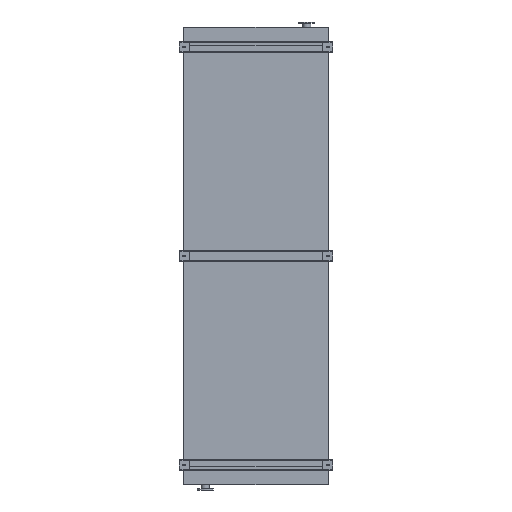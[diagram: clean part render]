
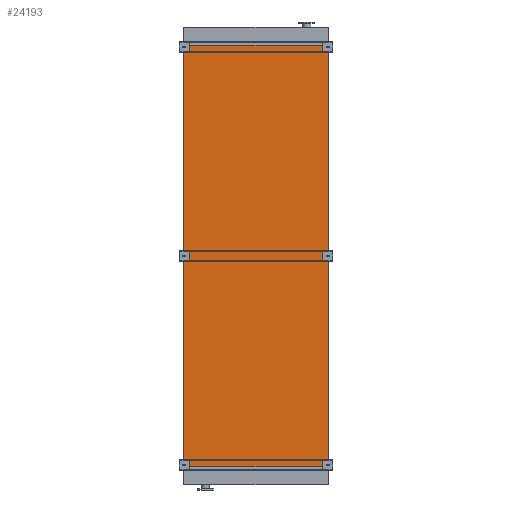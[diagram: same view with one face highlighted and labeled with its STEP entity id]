
A CAD part, front view. The second image highlights one B-rep face of the part: STEP entity #24193.
In plain terms, the highlighted planar face has unit normal (0, -1, 0).
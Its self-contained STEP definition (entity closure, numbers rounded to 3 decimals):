
#194 = DIRECTION ( 'NONE',  ( 0., 0., -1. ) ) ;
#493 = LINE ( 'NONE', #22536, #6201 ) ;
#723 = DIRECTION ( 'NONE',  ( 1., 0., 0. ) ) ;
#2958 = AXIS2_PLACEMENT_3D ( 'NONE', #29377, #14803, #194 ) ;
#3418 = ORIENTED_EDGE ( 'NONE', *, *, #15902, .F. ) ;
#5374 = ORIENTED_EDGE ( 'NONE', *, *, #28663, .T. ) ;
#5932 = DIRECTION ( 'NONE',  ( 0., 0., 1. ) ) ;
#6201 = VECTOR ( 'NONE', #723, 1000. ) ;
#6879 = EDGE_CURVE ( 'NONE', #15106, #29566, #19187, .T. ) ;
#7175 = ORIENTED_EDGE ( 'NONE', *, *, #10447, .F. ) ;
#8273 = CARTESIAN_POINT ( 'NONE',  ( -965., 0., -5650. ) ) ;
#8303 = CARTESIAN_POINT ( 'NONE',  ( -965., 0., 0. ) ) ;
#9828 = CARTESIAN_POINT ( 'NONE',  ( 965., 0., 0. ) ) ;
#10447 = EDGE_CURVE ( 'NONE', #11095, #29566, #12854, .T. ) ;
#11095 = VERTEX_POINT ( 'NONE', #22838 ) ;
#11437 = CARTESIAN_POINT ( 'NONE',  ( -965., 0., -5650. ) ) ;
#12350 = PLANE ( 'NONE',  #2958 ) ;
#12624 = LINE ( 'NONE', #11437, #19122 ) ;
#12697 = VECTOR ( 'NONE', #5932, 1000. ) ;
#12854 = LINE ( 'NONE', #8303, #19340 ) ;
#13845 = FACE_OUTER_BOUND ( 'NONE', #22095, .T. ) ;
#14803 = DIRECTION ( 'NONE',  ( 0., -1., 0. ) ) ;
#15106 = VERTEX_POINT ( 'NONE', #26515 ) ;
#15572 = DIRECTION ( 'NONE',  ( 1., 0., 0. ) ) ;
#15902 = EDGE_CURVE ( 'NONE', #21212, #11095, #12624, .T. ) ;
#19122 = VECTOR ( 'NONE', #26033, 1000. ) ;
#19187 = LINE ( 'NONE', #22972, #12697 ) ;
#19340 = VECTOR ( 'NONE', #15572, 1000. ) ;
#21212 = VERTEX_POINT ( 'NONE', #8273 ) ;
#22095 = EDGE_LOOP ( 'NONE', ( #7175, #3418, #5374, #31334 ) ) ;
#22536 = CARTESIAN_POINT ( 'NONE',  ( -965., 0., -5650. ) ) ;
#22838 = CARTESIAN_POINT ( 'NONE',  ( -965., 0., 0. ) ) ;
#22972 = CARTESIAN_POINT ( 'NONE',  ( 965., 0., -5650. ) ) ;
#24193 = ADVANCED_FACE ( 'NONE', ( #13845 ), #12350, .T. ) ;
#26033 = DIRECTION ( 'NONE',  ( 0., 0., 1. ) ) ;
#26515 = CARTESIAN_POINT ( 'NONE',  ( 965., 0., -5650. ) ) ;
#28663 = EDGE_CURVE ( 'NONE', #21212, #15106, #493, .T. ) ;
#29377 = CARTESIAN_POINT ( 'NONE',  ( -965., 0., -5650. ) ) ;
#29566 = VERTEX_POINT ( 'NONE', #9828 ) ;
#31334 = ORIENTED_EDGE ( 'NONE', *, *, #6879, .T. ) ;
